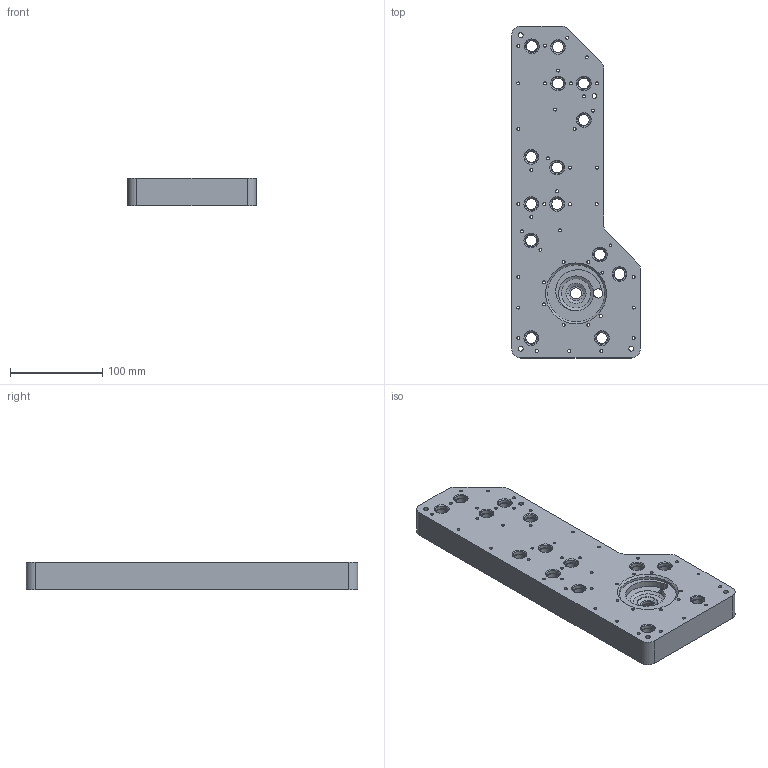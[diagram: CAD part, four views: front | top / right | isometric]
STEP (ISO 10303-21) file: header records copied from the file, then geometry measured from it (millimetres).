
FILE_DESCRIPTION (( 'STEP AP214' ), '1' );
FILE_NAME ('Bloc_30mm_PMMA.STEP', '2019-04-15T22:36:23', ( '' ), ( '' ), 'SwSTEP 2.0', 'SolidWorks 2017', '' );
FILE_SCHEMA (( 'AUTOMOTIVE_DESIGN' ));
Length unit declared in the file: millimetre
Products named in the file (1): Bloc_30mm_PMMA
Bounding box: 140 x 360 x 30 mm (x, y, z)
Volume: 965803.2 mm3; surface area: 156070.2 mm2
Topology: 1 solids, 1 shells, 550 faces, 1497 edges, 987 vertices
Faces by surface type: cylinder 325, plane 189, cone 36
Entity records: 18020 total; most frequent: DIRECTION 3279, CARTESIAN_POINT 3152, ORIENTED_EDGE 2994, EDGE_CURVE 1497, AXIS2_PLACEMENT_3D 1239, VERTEX_POINT 987, VECTOR 801, LINE 801
